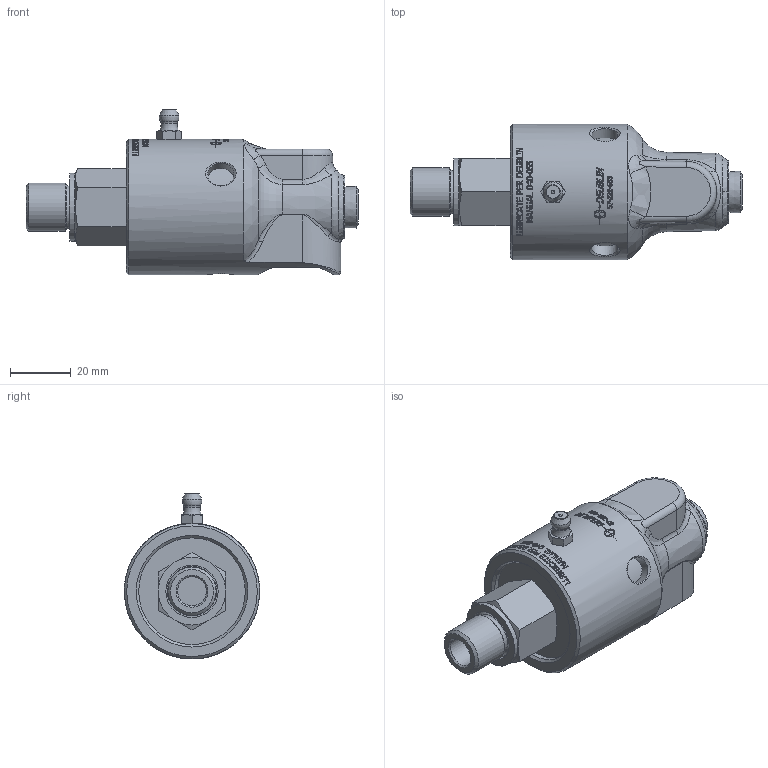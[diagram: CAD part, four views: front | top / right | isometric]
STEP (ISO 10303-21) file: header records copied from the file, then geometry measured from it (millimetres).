
FILE_DESCRIPTION(/* description */ (''),/* implementation_level */ '2;1');
FILE_NAME(/* name */ '57-222-683-ICe.stp',/* time_stamp */ '2022-01-10T15:49:15-06:00',/* author */ ('dyurkovich'),/* organization */ (''),/* preprocessor_version */ 'ST-DEVELOPER v18.1',/* originating_system */ 'Autodesk Inventor 2022',/* authorisation */ '');
FILE_SCHEMA (('AUTOMOTIVE_DESIGN { 1 0 10303 214 3 1 1 }'));
Products named in the file (1): 57-222-683-IC
Bounding box: 109.05 x 44.5 x 54.5 mm (x, y, z)
Volume: 94765.4 mm3; surface area: 17288 mm2
Topology: 2 solids, 3 shells, 893 faces, 2378 edges, 1573 vertices
Faces by surface type: bspline 404, plane 362, cylinder 96, cone 20, torus 9, sphere 2
Full cylindrical faces by diameter (mm): 8.6 x3, 9.5 x1, 14.501 x1, 15.875 x1, 17.2 x1, 19.2 x1, 22.2 x1, 35.05 x1, 44.5 x1
Entity records: 75417 total; most frequent: CARTESIAN_POINT 55270, ORIENTED_EDGE 4754, DIRECTION 3089, EDGE_CURVE 2377, VERTEX_POINT 1573, LINE 1053, VECTOR 1053, AXIS2_PLACEMENT_3D 1018
